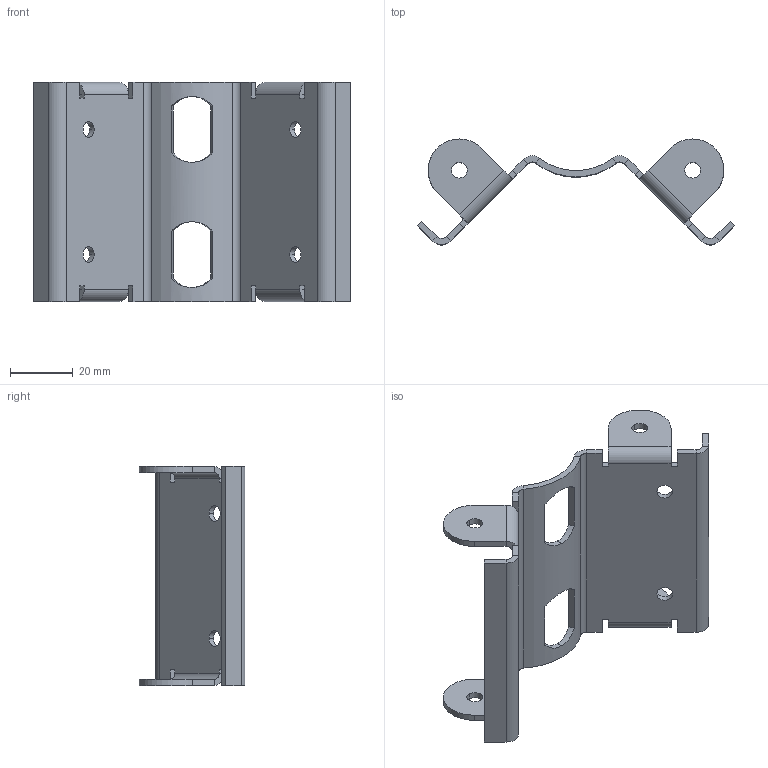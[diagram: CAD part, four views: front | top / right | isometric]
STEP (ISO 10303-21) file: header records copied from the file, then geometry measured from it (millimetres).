
FILE_DESCRIPTION (( 'STEP AP214' ), '1' );
FILE_NAME ('Tutorial 3.STEP', '2025-05-31T12:15:19', ( '' ), ( '' ), 'SwSTEP 2.0', 'SolidWorks 2024', '' );
FILE_SCHEMA (( 'AUTOMOTIVE_DESIGN' ));
Length unit declared in the file: millimetre
Products named in the file (1): Tutorial 3
Bounding box: 101.41 x 33.78 x 70 mm (x, y, z)
Volume: 19440.9 mm3; surface area: 21144.3 mm2
Topology: 1 solids, 1 shells, 140 faces, 350 edges, 212 vertices
Faces by surface type: plane 84, cylinder 40, bspline 16
Entity records: 4807 total; most frequent: CARTESIAN_POINT 1489, ORIENTED_EDGE 700, DIRECTION 642, EDGE_CURVE 350, LINE 232, VECTOR 232, VERTEX_POINT 212, AXIS2_PLACEMENT_3D 205
